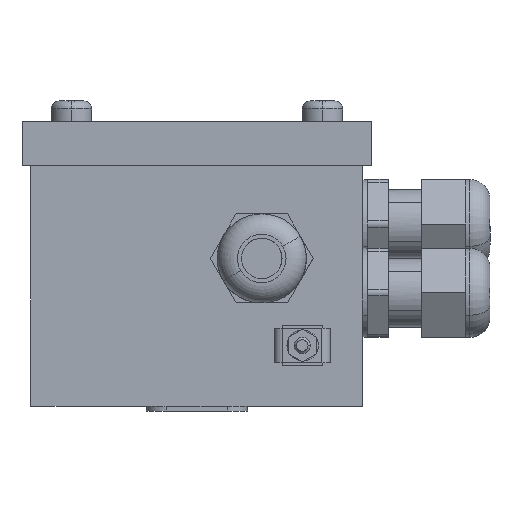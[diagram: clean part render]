
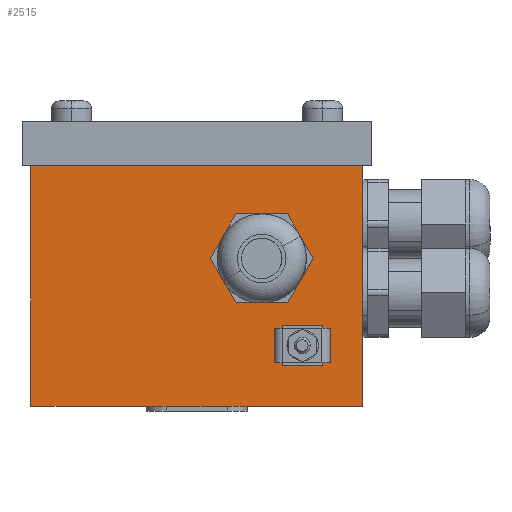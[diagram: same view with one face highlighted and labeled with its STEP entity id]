
A CAD part, left-side view. The second image highlights one B-rep face of the part: STEP entity #2515.
In plain terms, the highlighted planar face has unit normal (-1, 0, 0).
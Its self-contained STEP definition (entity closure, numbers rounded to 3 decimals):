
#2379=AXIS2_PLACEMENT_3D('Plane Axis2P3D',#2376,#2377,#2378) ;
#1734=CARTESIAN_POINT('Vertex',(31.359,59.859,1.2)) ;
#1741=CARTESIAN_POINT('Vertex',(31.359,31.359,1.2)) ;
#1744=CARTESIAN_POINT('Line Origine',(31.359,45.609,1.2)) ;
#1857=CARTESIAN_POINT('Vertex',(31.359,84.859,1.2)) ;
#1860=CARTESIAN_POINT('Line Origine',(31.359,99.109,1.2)) ;
#1864=CARTESIAN_POINT('Vertex',(31.359,113.359,1.2)) ;
#1885=CARTESIAN_POINT('Line Origine',(31.359,113.359,25.41)) ;
#1889=CARTESIAN_POINT('Vertex',(31.359,113.359,60.6)) ;
#1944=CARTESIAN_POINT('Line Origine',(31.359,72.359,60.6)) ;
#1948=CARTESIAN_POINT('Vertex',(31.359,31.359,60.6)) ;
#2376=CARTESIAN_POINT('Axis2P3D Location',(31.359,72.359,2.4)) ;
#2425=CARTESIAN_POINT('Line Origine',(31.359,72.359,1.2)) ;
#2430=CARTESIAN_POINT('Line Origine',(31.359,31.359,25.41)) ;
#2444=CARTESIAN_POINT('Control Point',(31.359,49.009,16.2)) ;
#2445=CARTESIAN_POINT('Control Point',(31.359,49.009,15.367)) ;
#2446=CARTESIAN_POINT('Control Point',(31.359,48.682,14.535)) ;
#2447=CARTESIAN_POINT('Control Point',(31.359,48.024,13.877)) ;
#2448=CARTESIAN_POINT('Control Point',(31.359,46.359,13.223)) ;
#2449=CARTESIAN_POINT('Control Point',(31.359,44.694,13.877)) ;
#2450=CARTESIAN_POINT('Control Point',(31.359,44.036,14.535)) ;
#2451=CARTESIAN_POINT('Control Point',(31.359,43.709,15.367)) ;
#2452=CARTESIAN_POINT('Control Point',(31.359,43.709,16.2)) ;
#2453=CARTESIAN_POINT('Vertex',(31.359,43.709,16.2)) ;
#2455=CARTESIAN_POINT('Vertex',(31.359,49.009,16.2)) ;
#2459=CARTESIAN_POINT('Control Point',(31.359,43.709,16.2)) ;
#2460=CARTESIAN_POINT('Control Point',(31.359,43.709,17.033)) ;
#2461=CARTESIAN_POINT('Control Point',(31.359,44.036,17.865)) ;
#2462=CARTESIAN_POINT('Control Point',(31.359,44.694,18.523)) ;
#2463=CARTESIAN_POINT('Control Point',(31.359,46.359,19.177)) ;
#2464=CARTESIAN_POINT('Control Point',(31.359,48.024,18.523)) ;
#2465=CARTESIAN_POINT('Control Point',(31.359,48.682,17.865)) ;
#2466=CARTESIAN_POINT('Control Point',(31.359,49.009,17.033)) ;
#2467=CARTESIAN_POINT('Control Point',(31.359,49.009,16.2)) ;
#2474=CARTESIAN_POINT('Control Point',(31.359,65.885,32.2)) ;
#2475=CARTESIAN_POINT('Control Point',(31.359,65.021,30.704)) ;
#2476=CARTESIAN_POINT('Control Point',(31.359,63.864,29.377)) ;
#2477=CARTESIAN_POINT('Control Point',(31.359,62.456,28.297)) ;
#2478=CARTESIAN_POINT('Control Point',(31.359,59.294,26.747)) ;
#2479=CARTESIAN_POINT('Control Point',(31.359,55.78,26.508)) ;
#2480=CARTESIAN_POINT('Control Point',(31.359,54.022,26.74)) ;
#2481=CARTESIAN_POINT('Control Point',(31.359,50.69,27.88)) ;
#2482=CARTESIAN_POINT('Control Point',(31.359,48.036,30.195)) ;
#2483=CARTESIAN_POINT('Control Point',(31.359,46.956,31.603)) ;
#2484=CARTESIAN_POINT('Control Point',(31.359,45.406,34.765)) ;
#2485=CARTESIAN_POINT('Control Point',(31.359,45.167,38.279)) ;
#2486=CARTESIAN_POINT('Control Point',(31.359,45.399,40.038)) ;
#2487=CARTESIAN_POINT('Control Point',(31.359,45.969,41.704)) ;
#2488=CARTESIAN_POINT('Control Point',(31.359,46.833,43.2)) ;
#2489=CARTESIAN_POINT('Vertex',(31.359,65.885,32.2)) ;
#2491=CARTESIAN_POINT('Vertex',(31.359,46.833,43.2)) ;
#2495=CARTESIAN_POINT('Control Point',(31.359,46.833,43.2)) ;
#2496=CARTESIAN_POINT('Control Point',(31.359,47.697,44.696)) ;
#2497=CARTESIAN_POINT('Control Point',(31.359,48.855,46.023)) ;
#2498=CARTESIAN_POINT('Control Point',(31.359,50.262,47.103)) ;
#2499=CARTESIAN_POINT('Control Point',(31.359,53.424,48.653)) ;
#2500=CARTESIAN_POINT('Control Point',(31.359,56.938,48.892)) ;
#2501=CARTESIAN_POINT('Control Point',(31.359,58.697,48.66)) ;
#2502=CARTESIAN_POINT('Control Point',(31.359,62.029,47.52)) ;
#2503=CARTESIAN_POINT('Control Point',(31.359,64.682,45.205)) ;
#2504=CARTESIAN_POINT('Control Point',(31.359,65.762,43.797)) ;
#2505=CARTESIAN_POINT('Control Point',(31.359,67.312,40.635)) ;
#2506=CARTESIAN_POINT('Control Point',(31.359,67.551,37.121)) ;
#2507=CARTESIAN_POINT('Control Point',(31.359,67.319,35.362)) ;
#2508=CARTESIAN_POINT('Control Point',(31.359,66.749,33.696)) ;
#2509=CARTESIAN_POINT('Control Point',(31.359,65.885,32.2)) ;
#1745=DIRECTION('Vector Direction',(0.,-1.,0.)) ;
#1861=DIRECTION('Vector Direction',(0.,-1.,0.)) ;
#1886=DIRECTION('Vector Direction',(0.,0.,1.)) ;
#1945=DIRECTION('Vector Direction',(0.,-1.,0.)) ;
#2377=DIRECTION('Axis2P3D Direction',(-1.,0.,0.)) ;
#2378=DIRECTION('Axis2P3D XDirection',(0.,-1.,0.)) ;
#2426=DIRECTION('Vector Direction',(0.,-1.,0.)) ;
#2431=DIRECTION('Vector Direction',(0.,0.,1.)) ;
#1746=VECTOR('Line Direction',#1745,1.) ;
#1862=VECTOR('Line Direction',#1861,1.) ;
#1887=VECTOR('Line Direction',#1886,1.) ;
#1946=VECTOR('Line Direction',#1945,1.) ;
#2427=VECTOR('Line Direction',#2426,1.) ;
#2432=VECTOR('Line Direction',#2431,1.) ;
#2436=ORIENTED_EDGE('',*,*,#1891,.F.) ;
#2437=ORIENTED_EDGE('',*,*,#1866,.F.) ;
#2438=ORIENTED_EDGE('',*,*,#2429,.F.) ;
#2439=ORIENTED_EDGE('',*,*,#1748,.F.) ;
#2440=ORIENTED_EDGE('',*,*,#2434,.T.) ;
#2441=ORIENTED_EDGE('',*,*,#1950,.F.) ;
#2470=ORIENTED_EDGE('',*,*,#2457,.T.) ;
#2471=ORIENTED_EDGE('',*,*,#2468,.T.) ;
#2512=ORIENTED_EDGE('',*,*,#2493,.F.) ;
#2513=ORIENTED_EDGE('',*,*,#2510,.F.) ;
#2472=FACE_BOUND('',#2469,.T.) ;
#2514=FACE_BOUND('',#2511,.T.) ;
#2515=ADVANCED_FACE('FBCon',(#2442,#2472,#2514),#2380,.T.) ;
#2443=B_SPLINE_CURVE_WITH_KNOTS('',5,(#2444,#2445,#2446,#2447,#2448,#2449,#2450,#2451,#2452),.UNSPECIFIED.,.F.,.U.,(6,3,6),(8.325,12.488,16.65),.UNSPECIFIED.) ;
#2458=B_SPLINE_CURVE_WITH_KNOTS('',5,(#2459,#2460,#2461,#2462,#2463,#2464,#2465,#2466,#2467),.UNSPECIFIED.,.F.,.U.,(6,3,6),(16.65,20.813,24.976),.UNSPECIFIED.) ;
#2473=B_SPLINE_CURVE_WITH_KNOTS('',5,(#2474,#2475,#2476,#2477,#2478,#2479,#2480,#2481,#2482,#2483,#2484,#2485,#2486,#2487,#2488),.UNSPECIFIED.,.F.,.U.,(6,3,3,3,6),(40.317,48.956,57.596,66.235,74.875),.UNSPECIFIED.) ;
#2494=B_SPLINE_CURVE_WITH_KNOTS('',5,(#2495,#2496,#2497,#2498,#2499,#2500,#2501,#2502,#2503,#2504,#2505,#2506,#2507,#2508,#2509),.UNSPECIFIED.,.F.,.U.,(6,3,3,3,6),(74.875,83.514,92.153,100.793,109.432),.UNSPECIFIED.) ;
#1748=EDGE_CURVE('',#1742,#1735,#1747,.F.) ;
#1866=EDGE_CURVE('',#1858,#1865,#1863,.F.) ;
#1891=EDGE_CURVE('',#1865,#1890,#1888,.T.) ;
#1950=EDGE_CURVE('',#1890,#1949,#1947,.T.) ;
#2429=EDGE_CURVE('',#1735,#1858,#2428,.F.) ;
#2434=EDGE_CURVE('',#1742,#1949,#2433,.T.) ;
#2457=EDGE_CURVE('',#2454,#2456,#2443,.F.) ;
#2468=EDGE_CURVE('',#2456,#2454,#2458,.F.) ;
#2493=EDGE_CURVE('',#2490,#2492,#2473,.T.) ;
#2510=EDGE_CURVE('',#2492,#2490,#2494,.T.) ;
#2435=EDGE_LOOP('',(#2436,#2437,#2438,#2439,#2440,#2441)) ;
#2469=EDGE_LOOP('',(#2470,#2471)) ;
#2511=EDGE_LOOP('',(#2512,#2513)) ;
#2442=FACE_OUTER_BOUND('',#2435,.T.) ;
#1747=LINE('Line',#1744,#1746) ;
#1863=LINE('Line',#1860,#1862) ;
#1888=LINE('Line',#1885,#1887) ;
#1947=LINE('Line',#1944,#1946) ;
#2428=LINE('Line',#2425,#2427) ;
#2433=LINE('Line',#2430,#2432) ;
#2380=PLANE('',#2379) ;
#1735=VERTEX_POINT('',#1734) ;
#1742=VERTEX_POINT('',#1741) ;
#1858=VERTEX_POINT('',#1857) ;
#1865=VERTEX_POINT('',#1864) ;
#1890=VERTEX_POINT('',#1889) ;
#1949=VERTEX_POINT('',#1948) ;
#2454=VERTEX_POINT('',#2453) ;
#2456=VERTEX_POINT('',#2455) ;
#2490=VERTEX_POINT('',#2489) ;
#2492=VERTEX_POINT('',#2491) ;
